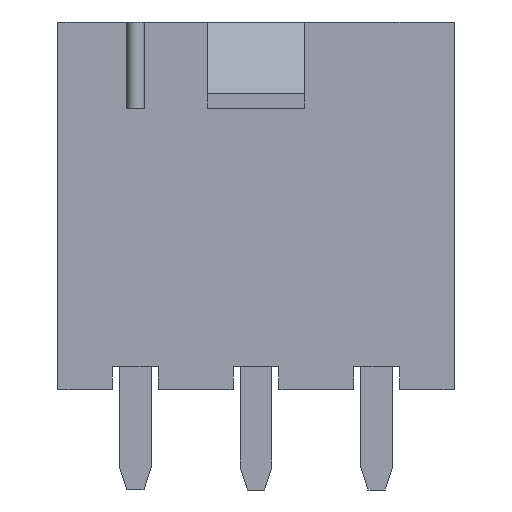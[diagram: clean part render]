
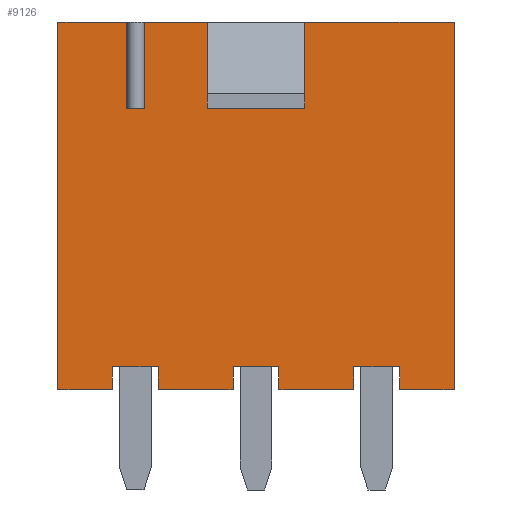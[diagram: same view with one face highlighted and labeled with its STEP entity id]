
A CAD part, front view. The second image highlights one B-rep face of the part: STEP entity #9126.
In plain terms, the highlighted face is planar.
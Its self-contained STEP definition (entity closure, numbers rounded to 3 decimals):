
#887=ORIENTED_EDGE('',*,*,#2390,.F.);
#888=ORIENTED_EDGE('',*,*,#2387,.T.);
#889=ORIENTED_EDGE('',*,*,#2389,.T.);
#890=ORIENTED_EDGE('',*,*,#2692,.F.);
#891=ORIENTED_EDGE('',*,*,#2656,.T.);
#892=ORIENTED_EDGE('',*,*,#2711,.T.);
#893=ORIENTED_EDGE('',*,*,#2445,.T.);
#894=ORIENTED_EDGE('',*,*,#2702,.T.);
#895=ORIENTED_EDGE('',*,*,#2449,.T.);
#896=ORIENTED_EDGE('',*,*,#2712,.T.);
#897=ORIENTED_EDGE('',*,*,#2514,.T.);
#898=ORIENTED_EDGE('',*,*,#2668,.T.);
#899=ORIENTED_EDGE('',*,*,#2518,.T.);
#900=ORIENTED_EDGE('',*,*,#2680,.T.);
#901=ORIENTED_EDGE('',*,*,#2632,.T.);
#902=ORIENTED_EDGE('',*,*,#2603,.T.);
#903=ORIENTED_EDGE('',*,*,#2638,.T.);
#904=ORIENTED_EDGE('',*,*,#2650,.T.);
#905=ORIENTED_EDGE('',*,*,#2646,.F.);
#906=ORIENTED_EDGE('',*,*,#2690,.F.);
#907=ORIENTED_EDGE('',*,*,#2396,.F.);
#908=ORIENTED_EDGE('',*,*,#2397,.F.);
#909=ORIENTED_EDGE('',*,*,#2400,.F.);
#910=ORIENTED_EDGE('',*,*,#2693,.F.);
#2387=EDGE_CURVE('',#3391,#3390,#4041,.T.);
#2389=EDGE_CURVE('',#3390,#3392,#4042,.T.);
#2390=EDGE_CURVE('',#3391,#3393,#4043,.T.);
#2396=EDGE_CURVE('',#3397,#3396,#4049,.T.);
#2397=EDGE_CURVE('',#3398,#3397,#4050,.T.);
#2400=EDGE_CURVE('',#3399,#3398,#4053,.T.);
#2445=EDGE_CURVE('',#3429,#3432,#4090,.T.);
#2449=EDGE_CURVE('',#3433,#3436,#4094,.T.);
#2514=EDGE_CURVE('',#3483,#3486,#4151,.T.);
#2518=EDGE_CURVE('',#3487,#3490,#4155,.T.);
#2603=EDGE_CURVE('',#3562,#3561,#4232,.T.);
#2632=EDGE_CURVE('',#3581,#3562,#4261,.T.);
#2638=EDGE_CURVE('',#3561,#3586,#4267,.T.);
#2646=EDGE_CURVE('',#3592,#3593,#4275,.T.);
#2650=EDGE_CURVE('',#3586,#3593,#4279,.T.);
#2656=EDGE_CURVE('',#3598,#3597,#4285,.T.);
#2668=EDGE_CURVE('',#3486,#3487,#4297,.T.);
#2680=EDGE_CURVE('',#3490,#3581,#4309,.T.);
#2690=EDGE_CURVE('',#3396,#3592,#4319,.T.);
#2692=EDGE_CURVE('',#3598,#3392,#4321,.T.);
#2693=EDGE_CURVE('',#3393,#3399,#4322,.T.);
#2702=EDGE_CURVE('',#3432,#3433,#4331,.T.);
#2711=EDGE_CURVE('',#3597,#3429,#4340,.T.);
#2712=EDGE_CURVE('',#3436,#3483,#4341,.T.);
#3390=VERTEX_POINT('',#11977);
#3391=VERTEX_POINT('',#11978);
#3392=VERTEX_POINT('',#11982);
#3393=VERTEX_POINT('',#11983);
#3396=VERTEX_POINT('',#11994);
#3397=VERTEX_POINT('',#11996);
#3398=VERTEX_POINT('',#12000);
#3399=VERTEX_POINT('',#12004);
#3429=VERTEX_POINT('',#12086);
#3432=VERTEX_POINT('',#12091);
#3433=VERTEX_POINT('',#12095);
#3436=VERTEX_POINT('',#12100);
#3483=VERTEX_POINT('',#12224);
#3486=VERTEX_POINT('',#12229);
#3487=VERTEX_POINT('',#12233);
#3490=VERTEX_POINT('',#12238);
#3561=VERTEX_POINT('',#12412);
#3562=VERTEX_POINT('',#12414);
#3581=VERTEX_POINT('',#12466);
#3586=VERTEX_POINT('',#12480);
#3592=VERTEX_POINT('',#12496);
#3593=VERTEX_POINT('',#12498);
#3597=VERTEX_POINT('',#12514);
#3598=VERTEX_POINT('',#12516);
#4041=LINE('',#11979,#4892);
#4042=LINE('',#11984,#4893);
#4043=LINE('',#11985,#4894);
#4049=LINE('',#11997,#4900);
#4050=LINE('',#11999,#4901);
#4053=LINE('',#12005,#4904);
#4090=LINE('',#12092,#4941);
#4094=LINE('',#12101,#4945);
#4151=LINE('',#12230,#5002);
#4155=LINE('',#12239,#5006);
#4232=LINE('',#12413,#5083);
#4261=LINE('',#12469,#5112);
#4267=LINE('',#12481,#5118);
#4275=LINE('',#12497,#5126);
#4279=LINE('',#12504,#5130);
#4285=LINE('',#12515,#5136);
#4297=LINE('',#12534,#5148);
#4309=LINE('',#12554,#5160);
#4319=LINE('',#12568,#5170);
#4321=LINE('',#12570,#5172);
#4322=LINE('',#12571,#5173);
#4331=LINE('',#12582,#5182);
#4340=LINE('',#12596,#5191);
#4341=LINE('',#12597,#5192);
#4892=VECTOR('',#10054,1000.);
#4893=VECTOR('',#10059,1000.);
#4894=VECTOR('',#10060,1000.);
#4900=VECTOR('',#10070,1000.);
#4901=VECTOR('',#10073,1000.);
#4904=VECTOR('',#10078,1000.);
#4941=VECTOR('',#10149,1000.);
#4945=VECTOR('',#10155,1000.);
#5002=VECTOR('',#10256,1000.);
#5006=VECTOR('',#10262,1000.);
#5083=VECTOR('',#10391,1000.);
#5112=VECTOR('',#10432,1000.);
#5118=VECTOR('',#10442,1000.);
#5126=VECTOR('',#10454,1000.);
#5130=VECTOR('',#10460,1000.);
#5136=VECTOR('',#10470,1000.);
#5148=VECTOR('',#10488,1000.);
#5160=VECTOR('',#10504,1000.);
#5170=VECTOR('',#10520,1000.);
#5172=VECTOR('',#10522,1000.);
#5173=VECTOR('',#10523,1000.);
#5182=VECTOR('',#10536,1000.);
#5191=VECTOR('',#10551,1000.);
#5192=VECTOR('',#10552,1000.);
#5753=EDGE_LOOP('',(#887,#888,#889,#890,#891,#892,#893,#894,#895,#896,#897,
#898,#899,#900,#901,#902,#903,#904,#905,#906,#907,#908,#909,#910));
#6106=FACE_BOUND('',#5753,.T.);
#6450=PLANE('',#9515);
#9126=ADVANCED_FACE('',(#6106),#6450,.T.);
#9515=AXIS2_PLACEMENT_3D('',#12595,#10549,#10550);
#10054=DIRECTION('',(1.,0.,0.));
#10059=DIRECTION('',(0.,0.,1.));
#10060=DIRECTION('',(0.,0.,1.));
#10070=DIRECTION('',(0.,0.,1.));
#10073=DIRECTION('',(-1.,0.,0.));
#10078=DIRECTION('',(0.,0.,-1.));
#10149=DIRECTION('',(0.,0.,1.));
#10155=DIRECTION('',(0.,0.,-1.));
#10256=DIRECTION('',(0.,0.,1.));
#10262=DIRECTION('',(0.,0.,-1.));
#10391=DIRECTION('',(-1.,0.,0.));
#10432=DIRECTION('',(0.,0.,1.));
#10442=DIRECTION('',(0.,0.,-1.));
#10454=DIRECTION('',(0.,0.,-1.));
#10460=DIRECTION('',(-1.,0.,0.));
#10470=DIRECTION('',(0.,0.,-1.));
#10488=DIRECTION('',(-1.,0.,0.));
#10504=DIRECTION('',(-1.,0.,0.));
#10520=DIRECTION('',(-1.,0.,0.));
#10522=DIRECTION('',(-1.,0.,0.));
#10523=DIRECTION('',(-1.,0.,0.));
#10536=DIRECTION('',(-1.,0.,0.));
#10549=DIRECTION('',(0.,1.,0.));
#10550=DIRECTION('',(0.,0.,1.));
#10551=DIRECTION('',(-1.,0.,0.));
#10552=DIRECTION('',(-1.,0.,0.));
#11977=CARTESIAN_POINT('',(4.5,2.7,3.4));
#11978=CARTESIAN_POINT('',(3.9,2.7,3.4));
#11979=CARTESIAN_POINT('',(3.9,2.7,3.4));
#11982=CARTESIAN_POINT('',(4.5,2.7,6.4));
#11983=CARTESIAN_POINT('',(3.9,2.7,6.4));
#11984=CARTESIAN_POINT('',(4.5,2.7,3.4));
#11985=CARTESIAN_POINT('',(3.9,2.7,3.4));
#11994=CARTESIAN_POINT('',(-1.7,2.7,6.4));
#11996=CARTESIAN_POINT('',(-1.7,2.7,3.4));
#11997=CARTESIAN_POINT('',(-1.7,2.7,3.4));
#11999=CARTESIAN_POINT('',(1.7,2.7,3.4));
#12000=CARTESIAN_POINT('',(1.7,2.7,3.4));
#12004=CARTESIAN_POINT('',(1.7,2.7,6.4));
#12005=CARTESIAN_POINT('',(1.7,2.7,6.4));
#12086=CARTESIAN_POINT('',(5.,2.7,-6.4));
#12091=CARTESIAN_POINT('',(5.,2.7,-5.6));
#12092=CARTESIAN_POINT('',(5.,2.7,6.4));
#12095=CARTESIAN_POINT('',(3.4,2.7,-5.6));
#12100=CARTESIAN_POINT('',(3.4,2.7,-6.4));
#12101=CARTESIAN_POINT('',(3.4,2.7,6.4));
#12224=CARTESIAN_POINT('',(0.8,2.7,-6.4));
#12229=CARTESIAN_POINT('',(0.8,2.7,-5.6));
#12230=CARTESIAN_POINT('',(0.8,2.7,6.4));
#12233=CARTESIAN_POINT('',(-0.8,2.7,-5.6));
#12238=CARTESIAN_POINT('',(-0.8,2.7,-6.4));
#12239=CARTESIAN_POINT('',(-0.8,2.7,6.4));
#12412=CARTESIAN_POINT('',(-5.,2.7,-5.6));
#12413=CARTESIAN_POINT('',(6.9,2.7,-5.6));
#12414=CARTESIAN_POINT('',(-3.4,2.7,-5.6));
#12466=CARTESIAN_POINT('',(-3.4,2.7,-6.4));
#12469=CARTESIAN_POINT('',(-3.4,2.7,6.4));
#12480=CARTESIAN_POINT('',(-5.,2.7,-6.4));
#12481=CARTESIAN_POINT('',(-5.,2.7,6.4));
#12496=CARTESIAN_POINT('',(-6.9,2.7,6.4));
#12497=CARTESIAN_POINT('',(-6.9,2.7,6.4));
#12498=CARTESIAN_POINT('',(-6.9,2.7,-6.4));
#12504=CARTESIAN_POINT('',(6.9,2.7,-6.4));
#12514=CARTESIAN_POINT('',(6.9,2.7,-6.4));
#12515=CARTESIAN_POINT('',(6.9,2.7,6.4));
#12516=CARTESIAN_POINT('',(6.9,2.7,6.4));
#12534=CARTESIAN_POINT('',(6.9,2.7,-5.6));
#12554=CARTESIAN_POINT('',(6.9,2.7,-6.4));
#12568=CARTESIAN_POINT('',(6.9,2.7,6.4));
#12570=CARTESIAN_POINT('',(6.9,2.7,6.4));
#12571=CARTESIAN_POINT('',(6.9,2.7,6.4));
#12582=CARTESIAN_POINT('',(6.9,2.7,-5.6));
#12595=CARTESIAN_POINT('',(6.9,2.7,6.4));
#12596=CARTESIAN_POINT('',(6.9,2.7,-6.4));
#12597=CARTESIAN_POINT('',(6.9,2.7,-6.4));
